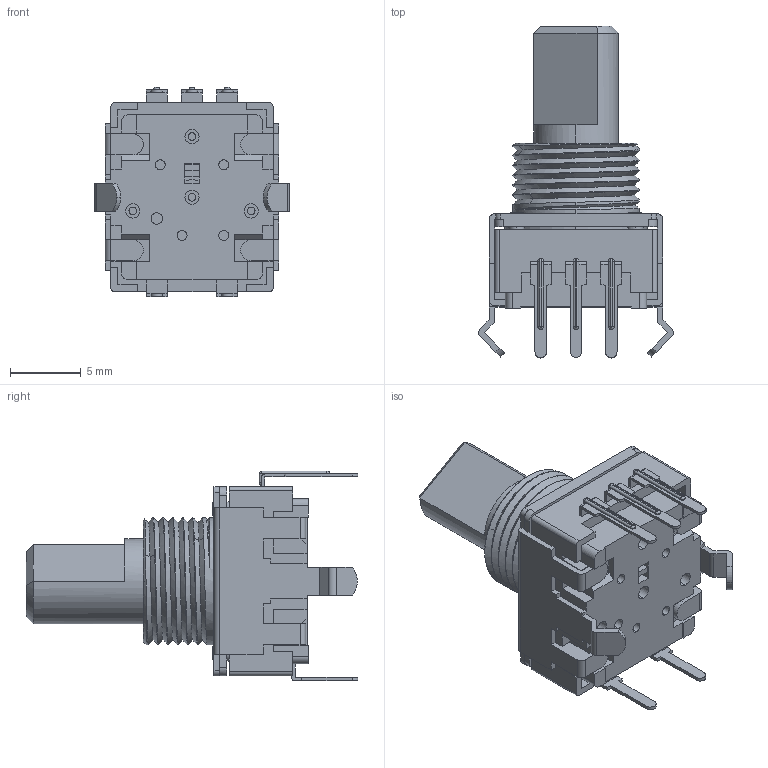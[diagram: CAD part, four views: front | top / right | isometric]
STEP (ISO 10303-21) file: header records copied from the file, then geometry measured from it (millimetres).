
FILE_DESCRIPTION (( 'STEP AP214' ), '1' );
FILE_NAME ('PEC12R-3220F-S0024.STEP', '2023-03-03T19:02:27', ( 'ADMIN' ), ( '' ), 'SwSTEP 2.0', 'SolidWorks 2016', '' );
FILE_SCHEMA (( 'AUTOMOTIVE_DESIGN' ));
Length unit declared in the file: millimetre
Products named in the file (1): PEC12R-3220F-S0024
Bounding box: 13.8 x 23.5 x 14.85 mm (x, y, z)
Volume: 1450.7 mm3; surface area: 1568.1 mm2
Topology: 1 solids, 14 shells, 542 faces, 1444 edges, 951 vertices
Faces by surface type: plane 324, cylinder 162, cone 32, torus 13, bspline 11
Entity records: 19866 total; most frequent: CARTESIAN_POINT 6391, ORIENTED_EDGE 2888, DIRECTION 2635, EDGE_CURVE 1444, VECTOR 971, LINE 971, VERTEX_POINT 951, AXIS2_PLACEMENT_3D 832
